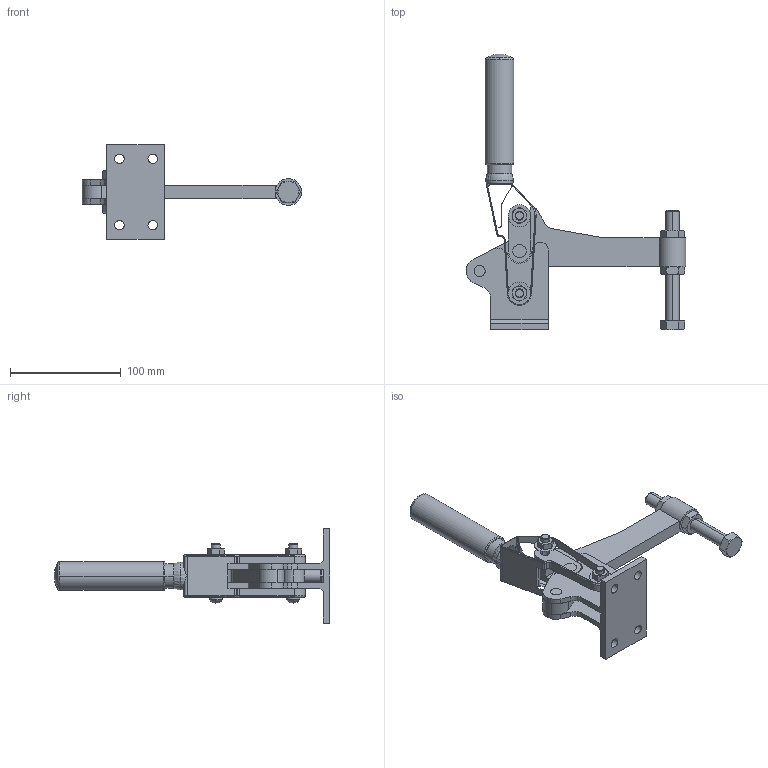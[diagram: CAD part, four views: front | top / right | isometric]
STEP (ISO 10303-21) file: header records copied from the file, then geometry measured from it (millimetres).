
FILE_DESCRIPTION((''),'2;1');
FILE_NAME('M20 SB-112.stp','2004-01-13T10:01:14',('Administrator'),(''),'Autodesk Inventor (R) 6.0','Autodesk Inventor (R) 6.0','');
FILE_SCHEMA(('AUTOMOTIVE_DESIGN { 1 0 10303 214 1 1 1 1 }'));
Length unit declared in the file: millimetre
Products named in the file (8): M20 SB-112; M20 SB-1121; M20 SB-1122; M20 SB-1123; M20 SB-1124; M20 SB-1125; M20 SB-1126; M20 SB-1127
Assembly tree (7 placements, depth 2):
  M20 SB-112
    M20 SB-1121
    M20 SB-1122
    M20 SB-1123
    M20 SB-1124
    M20 SB-1125
    M20 SB-1126
    M20 SB-1127
Bounding box: 197.99 x 248.85 x 85 mm (x, y, z)
Volume: 291710.1 mm3; surface area: 90211.2 mm2
Topology: 8 solids, 8 shells, 364 faces, 914 edges, 578 vertices
Faces by surface type: cylinder 158, plane 113, cone 60, torus 24, sphere 7, bspline 2
Entity records: 11264 total; most frequent: CARTESIAN_POINT 2188, DIRECTION 2014, ORIENTED_EDGE 1818, EDGE_CURVE 909, AXIS2_PLACEMENT_3D 818, VERTEX_POINT 577, CIRCLE 441, EDGE_LOOP 414
